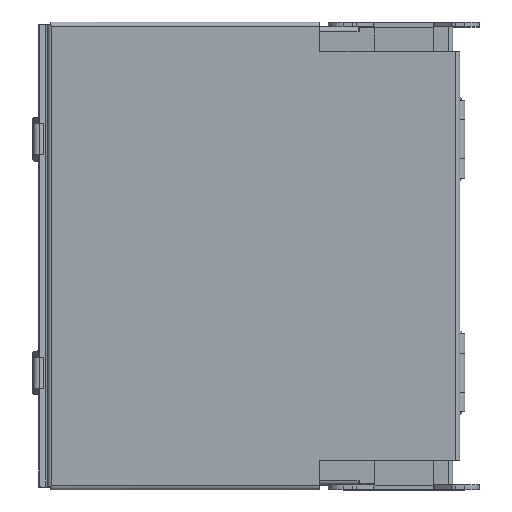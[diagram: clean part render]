
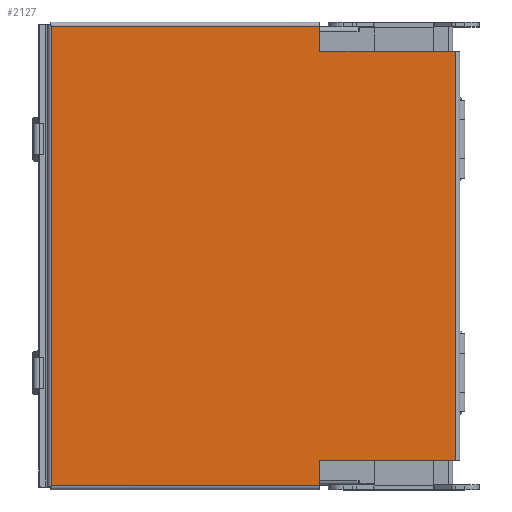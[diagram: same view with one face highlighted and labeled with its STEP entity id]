
A CAD part, top view. The second image highlights one B-rep face of the part: STEP entity #2127.
In plain terms, the highlighted planar face has unit normal (0, 0, 1).
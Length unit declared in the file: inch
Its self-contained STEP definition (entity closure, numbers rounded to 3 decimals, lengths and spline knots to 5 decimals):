
#86 = VERTEX_POINT ( 'NONE', #4316 ) ;
#305 = DIRECTION ( 'NONE',  ( -1., 0., 0. ) ) ;
#322 = VERTEX_POINT ( 'NONE', #16543 ) ;
#331 = DIRECTION ( 'NONE',  ( 0., -1., 0. ) ) ;
#508 = EDGE_CURVE ( 'NONE', #322, #8964, #10350, .T. ) ;
#879 = CARTESIAN_POINT ( 'NONE',  ( -5.1965, 5.892, 2.672 ) ) ;
#923 = CARTESIAN_POINT ( 'NONE',  ( 1.6815, -5.892, 2.672 ) ) ;
#1004 = DIRECTION ( 'NONE',  ( 1., 0., 0. ) ) ;
#1107 = VECTOR ( 'NONE', #16594, 39.37008 ) ;
#1128 = EDGE_CURVE ( 'NONE', #322, #4653, #3440, .T. ) ;
#1200 = CARTESIAN_POINT ( 'NONE',  ( -5.1965, -5.892, 2.672 ) ) ;
#1479 = VECTOR ( 'NONE', #5974, 39.37008 ) ;
#1816 = CARTESIAN_POINT ( 'NONE',  ( 5.2755, -5.248, 2.672 ) ) ;
#2127 = ADVANCED_FACE ( 'NONE', ( #3410 ), #8614, .T. ) ;
#2353 = VECTOR ( 'NONE', #11761, 39.37008 ) ;
#2527 = LINE ( 'NONE', #3872, #15877 ) ;
#2611 = CARTESIAN_POINT ( 'NONE',  ( 1.6815, -5.248, 2.672 ) ) ;
#2784 = VECTOR ( 'NONE', #1004, 39.37008 ) ;
#3101 = EDGE_CURVE ( 'NONE', #5254, #14665, #15583, .T. ) ;
#3410 = FACE_OUTER_BOUND ( 'NONE', #6385, .T. ) ;
#3440 = LINE ( 'NONE', #15010, #1479 ) ;
#3478 = ORIENTED_EDGE ( 'NONE', *, *, #5233, .T. ) ;
#3872 = CARTESIAN_POINT ( 'NONE',  ( 5.1675, 6., 2.672 ) ) ;
#4125 = DIRECTION ( 'NONE',  ( 0., 1., 0. ) ) ;
#4218 = LINE ( 'NONE', #6915, #16116 ) ;
#4316 = CARTESIAN_POINT ( 'NONE',  ( 5.1675, -5.248, 2.672 ) ) ;
#4653 = VERTEX_POINT ( 'NONE', #879 ) ;
#5233 = EDGE_CURVE ( 'NONE', #86, #13838, #2527, .T. ) ;
#5254 = VERTEX_POINT ( 'NONE', #2611 ) ;
#5685 = ORIENTED_EDGE ( 'NONE', *, *, #508, .F. ) ;
#5974 = DIRECTION ( 'NONE',  ( -1., 0., 0. ) ) ;
#6260 = CARTESIAN_POINT ( 'NONE',  ( 5.1675, 5.248, 2.672 ) ) ;
#6385 = EDGE_LOOP ( 'NONE', ( #5685, #9466, #8487, #15576, #14409, #13270, #3478, #13677 ) ) ;
#6915 = CARTESIAN_POINT ( 'NONE',  ( 1.6815, 5.248, 2.672 ) ) ;
#7126 = DIRECTION ( 'NONE',  ( -1., 0., 0. ) ) ;
#7304 = VECTOR ( 'NONE', #305, 39.37008 ) ;
#7643 = CARTESIAN_POINT ( 'NONE',  ( 1.6815, 5.248, 2.672 ) ) ;
#7721 = CARTESIAN_POINT ( 'NONE',  ( -5.1965, 6., 2.672 ) ) ;
#8192 = LINE ( 'NONE', #1816, #7304 ) ;
#8373 = CARTESIAN_POINT ( 'NONE',  ( 1.6815, 6., 2.672 ) ) ;
#8487 = ORIENTED_EDGE ( 'NONE', *, *, #16169, .T. ) ;
#8535 = DIRECTION ( 'NONE',  ( 0., 0., 1. ) ) ;
#8614 = PLANE ( 'NONE',  #10151 ) ;
#8964 = VERTEX_POINT ( 'NONE', #7643 ) ;
#9466 = ORIENTED_EDGE ( 'NONE', *, *, #1128, .T. ) ;
#10151 = AXIS2_PLACEMENT_3D ( 'NONE', #8373, #8535, #7126 ) ;
#10237 = CARTESIAN_POINT ( 'NONE',  ( 1.6815, -5.248, 2.672 ) ) ;
#10350 = LINE ( 'NONE', #10601, #2353 ) ;
#10593 = EDGE_CURVE ( 'NONE', #13049, #14665, #12398, .T. ) ;
#10601 = CARTESIAN_POINT ( 'NONE',  ( 1.6815, 6., 2.672 ) ) ;
#10763 = DIRECTION ( 'NONE',  ( 1., 0., 0. ) ) ;
#11259 = EDGE_CURVE ( 'NONE', #86, #5254, #8192, .T. ) ;
#11761 = DIRECTION ( 'NONE',  ( 0., -1., 0. ) ) ;
#11814 = LINE ( 'NONE', #7721, #11968 ) ;
#11968 = VECTOR ( 'NONE', #331, 39.37008 ) ;
#12398 = LINE ( 'NONE', #923, #2784 ) ;
#13049 = VERTEX_POINT ( 'NONE', #1200 ) ;
#13270 = ORIENTED_EDGE ( 'NONE', *, *, #11259, .F. ) ;
#13677 = ORIENTED_EDGE ( 'NONE', *, *, #14407, .F. ) ;
#13838 = VERTEX_POINT ( 'NONE', #6260 ) ;
#14407 = EDGE_CURVE ( 'NONE', #8964, #13838, #4218, .T. ) ;
#14409 = ORIENTED_EDGE ( 'NONE', *, *, #3101, .F. ) ;
#14665 = VERTEX_POINT ( 'NONE', #16355 ) ;
#15010 = CARTESIAN_POINT ( 'NONE',  ( 1.6815, 5.892, 2.672 ) ) ;
#15576 = ORIENTED_EDGE ( 'NONE', *, *, #10593, .T. ) ;
#15583 = LINE ( 'NONE', #10237, #1107 ) ;
#15877 = VECTOR ( 'NONE', #4125, 39.37008 ) ;
#16116 = VECTOR ( 'NONE', #10763, 39.37008 ) ;
#16169 = EDGE_CURVE ( 'NONE', #4653, #13049, #11814, .T. ) ;
#16355 = CARTESIAN_POINT ( 'NONE',  ( 1.6815, -5.892, 2.672 ) ) ;
#16543 = CARTESIAN_POINT ( 'NONE',  ( 1.6815, 5.892, 2.672 ) ) ;
#16594 = DIRECTION ( 'NONE',  ( 0., -1., 0. ) ) ;
